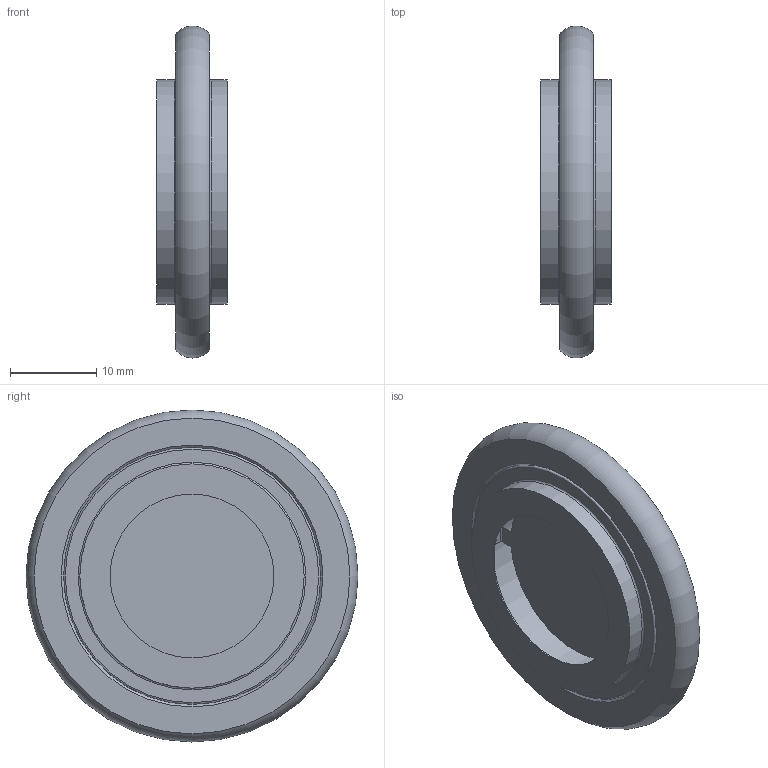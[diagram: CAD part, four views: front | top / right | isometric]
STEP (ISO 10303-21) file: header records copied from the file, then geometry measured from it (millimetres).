
FILE_DESCRIPTION((''),'2;1');
FILE_NAME('M211-113.stp','2013-07-03T12:38:15',('KAA'),(''),'Autodesk Inventor 2012','Autodesk Inventor 2012','');
FILE_SCHEMA(('AUTOMOTIVE_DESIGN { 1 0 10303 214 1 1 1 1 }'));
Length unit declared in the file: millimetre
Products named in the file (1): M211-113
Bounding box: 8.15 x 38.5 x 38.5 mm (x, y, z)
Volume: 2748.3 mm3; surface area: 3900.9 mm2
Topology: 1 solids, 1 shells, 71 faces, 210 edges, 139 vertices
Faces by surface type: plane 39, cylinder 25, torus 7
Full cylindrical faces by diameter (mm): 19 x1, 25 x1, 26 x2
Entity records: 2593 total; most frequent: CARTESIAN_POINT 608, DIRECTION 402, ORIENTED_EDGE 396, EDGE_CURVE 198, AXIS2_PLACEMENT_3D 138, VERTEX_POINT 138, VECTOR 126, LINE 126
